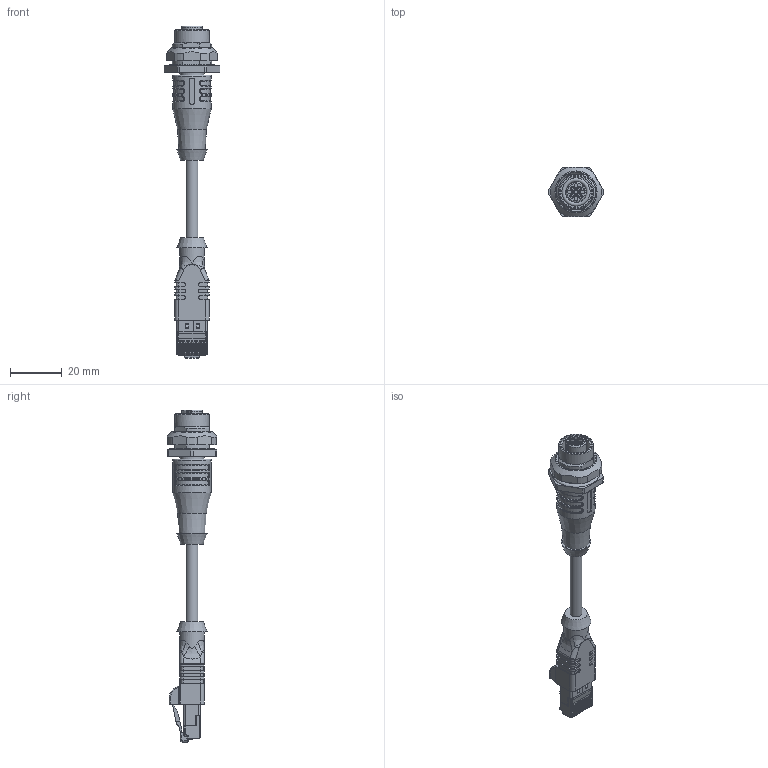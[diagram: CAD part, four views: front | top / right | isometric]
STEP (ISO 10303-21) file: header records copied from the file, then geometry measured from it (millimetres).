
FILE_DESCRIPTION(/* description */ (''),/* implementation_level */ '2;1');
FILE_NAME(/* name */ '5022964_IE-FKFDSY4.082-...-IE-RJ45SS8.005_S3400.stp',/* time_stamp */ '2014-08-15T11:11:03+02:00',/* author */ (''),/* organization */ (''),/* preprocessor_version */ 'ST-DEVELOPER v14',/* originating_system */ 'SIEMENS PLM Software NX 8.0',/* authorisation */ '');
FILE_SCHEMA (('AUTOMOTIVE_DESIGN { 1 0 10303 214 3 1 1 1 }'));
Length unit declared in the file: millimetre
Products named in the file (1): 5012192__Leitung_D_4_4_ohne_Litzen_part_81320
Bounding box: 21.5 x 19 x 128.7 mm (x, y, z)
Volume: 12544.7 mm3; surface area: 7219.2 mm2
Topology: 1 solids, 2 shells, 970 faces, 2535 edges, 1594 vertices
Faces by surface type: plane 422, cylinder 339, torus 77, bspline 70, cone 48, sphere 8, extrusion 6
Full cylindrical faces by diameter (mm): 1.5 x4, 4.6 x1, 9.4 x1, 9.6 x1, 11 x2, 12.3 x1, 13.5 x1, 15 x1
Entity records: 32822 total; most frequent: CARTESIAN_POINT 9078, DIRECTION 5018, ORIENTED_EDGE 4958, EDGE_CURVE 2479, AXIS2_PLACEMENT_3D 1810, VERTEX_POINT 1568, VECTOR 1398, LINE 1392
